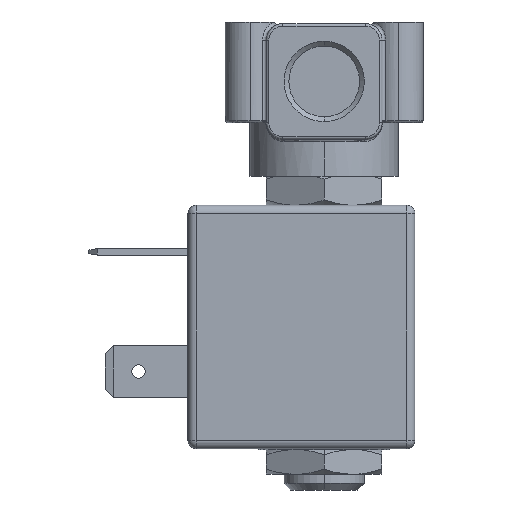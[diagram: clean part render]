
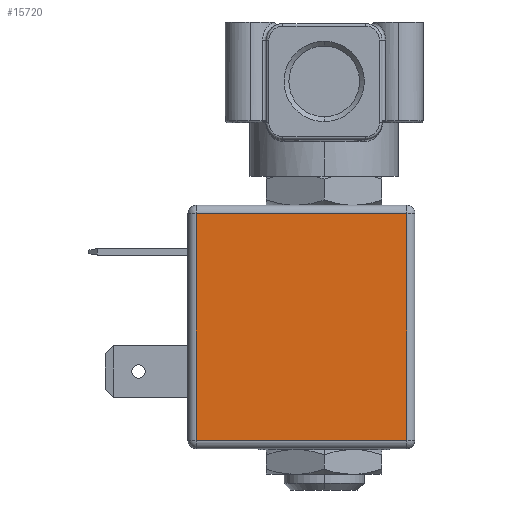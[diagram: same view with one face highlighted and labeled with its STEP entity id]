
A CAD part, left-side view. The second image highlights one B-rep face of the part: STEP entity #15720.
In plain terms, the highlighted face is planar.
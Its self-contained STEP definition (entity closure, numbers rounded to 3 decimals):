
#14054=DIRECTION('',(0.,0.,1.));
#14055=VECTOR('',#14054,27.5);
#14056=CARTESIAN_POINT('',(15.5,-11.,-1.5));
#14057=LINE('',#14056,#14055);
#14061=DIRECTION('',(1.,0.,0.));
#14062=VECTOR('',#14061,25.5);
#14063=CARTESIAN_POINT('',(-10.,-11.,-1.5));
#14064=LINE('',#14063,#14062);
#14068=DIRECTION('',(0.,0.,-1.));
#14069=VECTOR('',#14068,27.5);
#14070=CARTESIAN_POINT('',(-10.,-11.,26.));
#14071=LINE('',#14070,#14069);
#14075=DIRECTION('',(-1.,0.,0.));
#14076=VECTOR('',#14075,25.5);
#14077=CARTESIAN_POINT('',(15.5,-11.,26.));
#14078=LINE('',#14077,#14076);
#15180=CARTESIAN_POINT('',(15.5,-11.,-1.5));
#15181=VERTEX_POINT('',#15180);
#15182=CARTESIAN_POINT('',(15.5,-11.,26.));
#15183=VERTEX_POINT('',#15182);
#15204=CARTESIAN_POINT('',(-10.,-11.,26.));
#15205=VERTEX_POINT('',#15204);
#15206=CARTESIAN_POINT('',(-10.,-11.,-1.5));
#15207=VERTEX_POINT('',#15206);
#15708=CARTESIAN_POINT('',(0.,-11.,27.));
#15709=DIRECTION('',(0.,1.,0.));
#15710=DIRECTION('',(-1.,0.,0.));
#15711=AXIS2_PLACEMENT_3D('',#15708,#15709,#15710);
#15712=PLANE('',#15711);
#15713=ORIENTED_EDGE('',*,*,#15699,.F.);
#15714=ORIENTED_EDGE('',*,*,#15494,.F.);
#15716=ORIENTED_EDGE('',*,*,#15715,.F.);
#15717=ORIENTED_EDGE('',*,*,#15674,.F.);
#15718=EDGE_LOOP('',(#15713,#15714,#15716,#15717));
#15719=FACE_OUTER_BOUND('',#15718,.F.);
#15720=ADVANCED_FACE('',(#15719),#15712,.F.);
#15494=EDGE_CURVE('',#15207,#15181,#14064,.T.);
#15674=EDGE_CURVE('',#15183,#15205,#14078,.T.);
#15699=EDGE_CURVE('',#15181,#15183,#14057,.T.);
#15715=EDGE_CURVE('',#15205,#15207,#14071,.T.);
